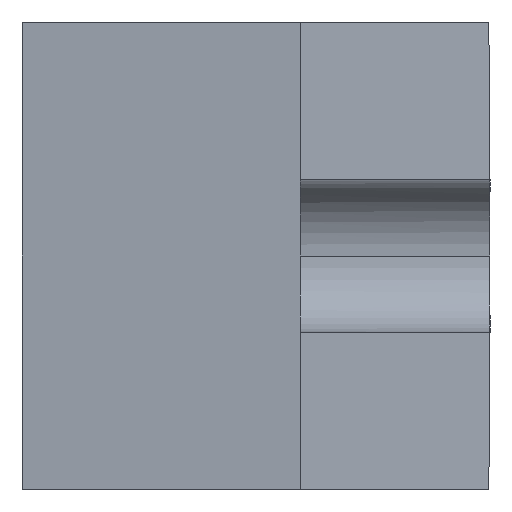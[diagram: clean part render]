
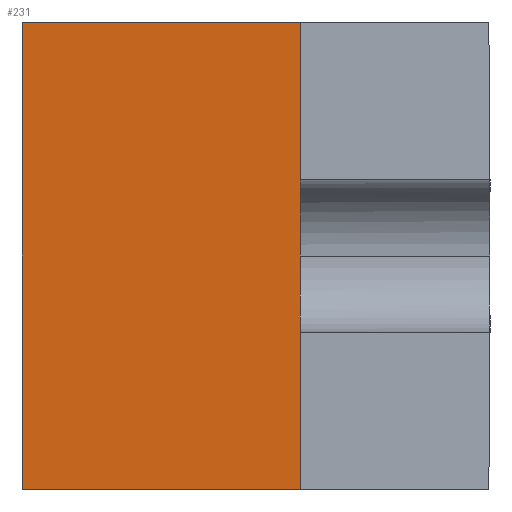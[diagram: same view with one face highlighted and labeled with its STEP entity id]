
A CAD part, left-side view. The second image highlights one B-rep face of the part: STEP entity #231.
In plain terms, the highlighted free-form (B-spline) face has degree [1, 1] with [2, 2] control points.
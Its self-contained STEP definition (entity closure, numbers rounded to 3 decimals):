
#9 = CARTESIAN_POINT ( 'NONE',  ( -0.9, 1.2, 0.75 ) ) ;
#68 = ORIENTED_EDGE ( 'NONE', *, *, #117, .T. ) ;
#91 = B_SPLINE_CURVE_WITH_KNOTS ( 'NONE', 1,
 ( #464, #782 ),
 .UNSPECIFIED., .F., .F.,
 ( 2, 2 ),
 ( 0., 1. ),
 .UNSPECIFIED. ) ;
#117 = EDGE_CURVE ( 'NONE', #556, #136, #336, .T. ) ;
#135 = FACE_OUTER_BOUND ( 'NONE', #193, .T. ) ;
#136 = VERTEX_POINT ( 'NONE', #360 ) ;
#193 = EDGE_LOOP ( 'NONE', ( #68, #914, #836, #348 ) ) ;
#204 = CARTESIAN_POINT ( 'NONE',  ( -1., 0.3, -0.75 ) ) ;
#231 = ADVANCED_FACE ( 'NONE', ( #135 ), #246, .T. ) ;
#246 = B_SPLINE_SURFACE_WITH_KNOTS ( 'NONE', 1, 1, ( 
 ( #345, #266 ),
 ( #810, #327 ) ),
 .UNSPECIFIED., .F., .F., .F.,
 ( 2, 2 ),
 ( 2, 2 ),
 ( 0., 1. ),
 ( 0., 1. ),
 .UNSPECIFIED. ) ;
#256 = CARTESIAN_POINT ( 'NONE',  ( -1., 0.3, 0.75 ) ) ;
#266 = CARTESIAN_POINT ( 'NONE',  ( -1., 0.3, 0.75 ) ) ;
#327 = CARTESIAN_POINT ( 'NONE',  ( -0.9, 1.2, 0.75 ) ) ;
#336 = B_SPLINE_CURVE_WITH_KNOTS ( 'NONE', 1,
 ( #204, #768 ),
 .UNSPECIFIED., .F., .F.,
 ( 2, 2 ),
 ( 0., 1. ),
 .UNSPECIFIED. ) ;
#345 = CARTESIAN_POINT ( 'NONE',  ( -1., 0.3, -0.75 ) ) ;
#348 = ORIENTED_EDGE ( 'NONE', *, *, #378, .T. ) ;
#360 = CARTESIAN_POINT ( 'NONE',  ( -0.9, 1.2, -0.75 ) ) ;
#378 = EDGE_CURVE ( 'NONE', #980, #556, #91, .T. ) ;
#434 = B_SPLINE_CURVE_WITH_KNOTS ( 'NONE', 1,
 ( #744, #256 ),
 .UNSPECIFIED., .F., .F.,
 ( 2, 2 ),
 ( 0., 1. ),
 .UNSPECIFIED. ) ;
#448 = CARTESIAN_POINT ( 'NONE',  ( -1., 0.3, 0.75 ) ) ;
#450 = EDGE_CURVE ( 'NONE', #607, #980, #434, .T. ) ;
#464 = CARTESIAN_POINT ( 'NONE',  ( -1., 0.3, 0.75 ) ) ;
#492 = CARTESIAN_POINT ( 'NONE',  ( -0.9, 1.2, -0.75 ) ) ;
#556 = VERTEX_POINT ( 'NONE', #738 ) ;
#594 = EDGE_CURVE ( 'NONE', #136, #607, #662, .T. ) ;
#607 = VERTEX_POINT ( 'NONE', #9 ) ;
#662 = B_SPLINE_CURVE_WITH_KNOTS ( 'NONE', 1,
 ( #492, #952 ),
 .UNSPECIFIED., .F., .F.,
 ( 2, 2 ),
 ( 0., 1. ),
 .UNSPECIFIED. ) ;
#738 = CARTESIAN_POINT ( 'NONE',  ( -1., 0.3, -0.75 ) ) ;
#744 = CARTESIAN_POINT ( 'NONE',  ( -0.9, 1.2, 0.75 ) ) ;
#768 = CARTESIAN_POINT ( 'NONE',  ( -0.9, 1.2, -0.75 ) ) ;
#782 = CARTESIAN_POINT ( 'NONE',  ( -1., 0.3, -0.75 ) ) ;
#810 = CARTESIAN_POINT ( 'NONE',  ( -0.9, 1.2, -0.75 ) ) ;
#836 = ORIENTED_EDGE ( 'NONE', *, *, #450, .T. ) ;
#914 = ORIENTED_EDGE ( 'NONE', *, *, #594, .T. ) ;
#952 = CARTESIAN_POINT ( 'NONE',  ( -0.9, 1.2, 0.75 ) ) ;
#980 = VERTEX_POINT ( 'NONE', #448 ) ;
